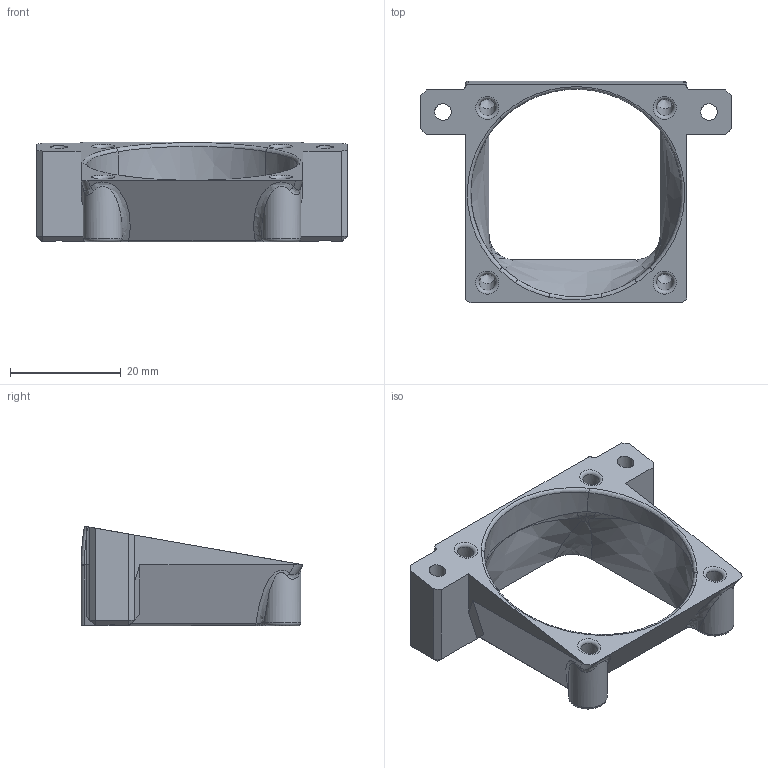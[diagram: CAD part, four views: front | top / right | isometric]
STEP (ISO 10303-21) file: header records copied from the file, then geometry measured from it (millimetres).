
FILE_DESCRIPTION(/* description */ (''),/* implementation_level */ '2;1');
FILE_NAME(/* name */ 'x40mm_fan_duct_for_E3D_ChimeraVx6.stp',/* time_stamp */ '2018-02-13T22:01:57-08:00',/* author */ ('Andrew'),/* organization */ (''),/* preprocessor_version */ 'ST-DEVELOPER v15.6',/* originating_system */ 'Autodesk Inventor 2015',/* authorisation */ '');
FILE_SCHEMA (('AUTOMOTIVE_DESIGN { 1 0 10303 214 3 1 1 }'));
Length unit declared in the file: millimetre
Products named in the file (1): x40mm_fan_duct_for_E3D_ChimeraVx6
Bounding box: 56 x 40 x 17.95 mm (x, y, z)
Volume: 6745.5 mm3; surface area: 6294.6 mm2
Topology: 1 solids, 1 shells, 137 faces, 355 edges, 214 vertices
Faces by surface type: bspline 59, plane 42, cylinder 22, torus 8, cone 6
Full cylindrical faces by diameter (mm): 3 x6, 5.2 x1, 5.5 x1
Entity records: 6351 total; most frequent: CARTESIAN_POINT 3461, ORIENTED_EDGE 642, DIRECTION 488, EDGE_CURVE 321, VERTEX_POINT 204, AXIS2_PLACEMENT_3D 193, EDGE_LOOP 161, FACE_OUTER_BOUND 137
